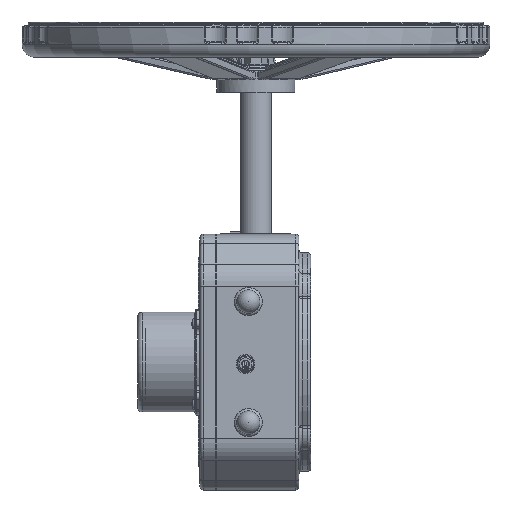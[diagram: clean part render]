
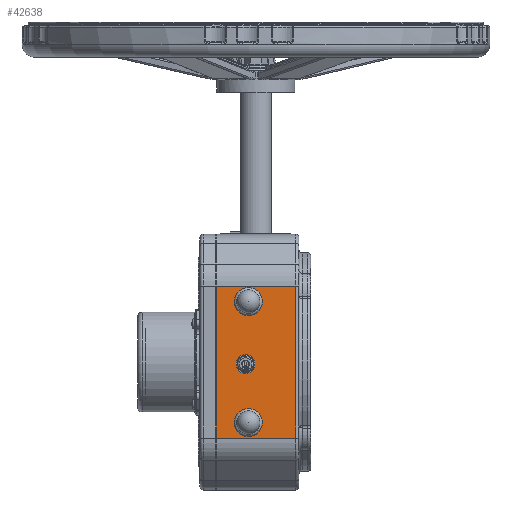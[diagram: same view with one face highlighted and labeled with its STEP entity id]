
A CAD part, left-side view. The second image highlights one B-rep face of the part: STEP entity #42638.
In plain terms, the highlighted planar face has unit normal (-1, 0, 0).
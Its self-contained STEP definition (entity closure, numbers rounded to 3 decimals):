
#955=CIRCLE('',#45375,9.);
#960=CIRCLE('',#45382,9.);
#5492=FACE_BOUND('',#9053,.T.);
#5493=FACE_BOUND('',#9054,.T.);
#6504=FACE_OUTER_BOUND('',#9052,.T.);
#9052=EDGE_LOOP('',(#30159,#30160,#30161,#30162));
#9053=EDGE_LOOP('',(#30163));
#9054=EDGE_LOOP('',(#30164));
#11701=LINE('',#61727,#14499);
#11811=LINE('',#62235,#14609);
#11827=LINE('',#62283,#14625);
#11828=LINE('',#62285,#14626);
#14499=VECTOR('',#50081,10.);
#14609=VECTOR('',#50495,10.);
#14625=VECTOR('',#50535,10.);
#14626=VECTOR('',#50538,10.);
#18785=VERTEX_POINT('',#61221);
#18789=VERTEX_POINT('',#61233);
#18869=VERTEX_POINT('',#61721);
#18870=VERTEX_POINT('',#61725);
#19041=VERTEX_POINT('',#62232);
#19042=VERTEX_POINT('',#62234);
#22897=EDGE_CURVE('',#18785,#18785,#955,.T.);
#22903=EDGE_CURVE('',#18789,#18789,#960,.T.);
#23044=EDGE_CURVE('',#18870,#18869,#11701,.T.);
#23263=EDGE_CURVE('',#19042,#19041,#11811,.T.);
#23288=EDGE_CURVE('',#18869,#19041,#11827,.T.);
#23289=EDGE_CURVE('',#19042,#18870,#11828,.T.);
#30159=ORIENTED_EDGE('',*,*,#23044,.F.);
#30160=ORIENTED_EDGE('',*,*,#23289,.F.);
#30161=ORIENTED_EDGE('',*,*,#23263,.T.);
#30162=ORIENTED_EDGE('',*,*,#23288,.F.);
#30163=ORIENTED_EDGE('',*,*,#22897,.T.);
#30164=ORIENTED_EDGE('',*,*,#22903,.T.);
#41644=PLANE('',#45712);
#42638=ADVANCED_FACE('',(#6504,#5492,#5493),#41644,.T.);
#45375=AXIS2_PLACEMENT_3D('',#61223,#49703,#49704);
#45382=AXIS2_PLACEMENT_3D('',#61235,#49718,#49719);
#45712=AXIS2_PLACEMENT_3D('',#62284,#50536,#50537);
#49703=DIRECTION('center_axis',(1.,0.,0.));
#49704=DIRECTION('ref_axis',(0.,0.,1.));
#49718=DIRECTION('center_axis',(1.,0.,0.));
#49719=DIRECTION('ref_axis',(0.,0.,1.));
#50081=DIRECTION('',(0.,-1.,0.));
#50495=DIRECTION('',(0.,-1.,0.));
#50535=DIRECTION('',(0.,0.,-1.));
#50536=DIRECTION('center_axis',(-1.,0.,0.));
#50537=DIRECTION('ref_axis',(0.,-1.,0.));
#50538=DIRECTION('',(0.,0.,1.));
#61221=CARTESIAN_POINT('',(-56.25,-38.792,11.488));
#61223=CARTESIAN_POINT('Origin',(-56.25,-38.792,20.488));
#61233=CARTESIAN_POINT('',(-56.25,38.792,11.488));
#61235=CARTESIAN_POINT('Origin',(-56.25,38.792,20.488));
#61721=CARTESIAN_POINT('',(-56.25,-48.716,51.));
#61725=CARTESIAN_POINT('',(-56.25,48.716,51.));
#61727=CARTESIAN_POINT('',(-56.25,41.,51.));
#62232=CARTESIAN_POINT('',(-56.25,-48.716,0.));
#62234=CARTESIAN_POINT('',(-56.25,48.716,0.));
#62235=CARTESIAN_POINT('',(-56.25,82.,0.));
#62283=CARTESIAN_POINT('',(-56.25,-48.716,0.));
#62284=CARTESIAN_POINT('Origin',(-56.25,82.,0.));
#62285=CARTESIAN_POINT('',(-56.25,48.716,0.));
